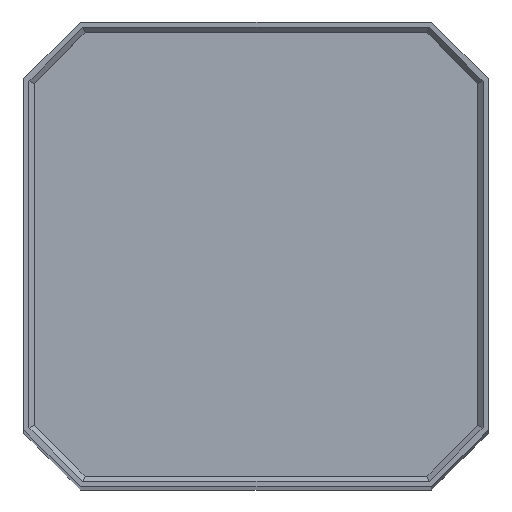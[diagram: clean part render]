
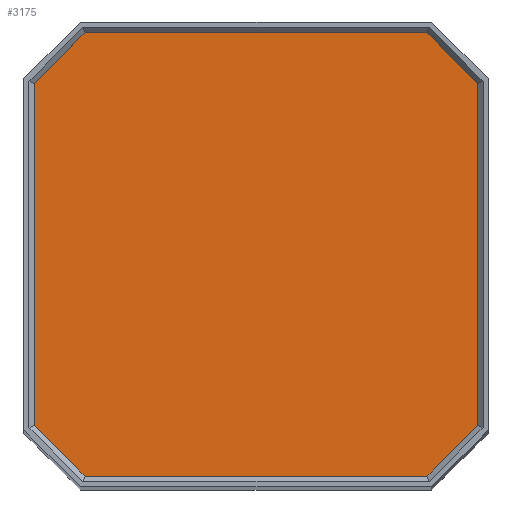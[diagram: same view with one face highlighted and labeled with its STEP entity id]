
A CAD part, top view. The second image highlights one B-rep face of the part: STEP entity #3175.
In plain terms, the highlighted planar face has unit normal (0, 0, 1).
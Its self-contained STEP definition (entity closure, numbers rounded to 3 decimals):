
#17=FACE_OUTER_BOUND('',#195,.T.);
#195=EDGE_LOOP('',(#2065,#2066,#2067,#2068,#2069,#2070,#2071,#2072));
#375=LINE('',#4361,#841);
#376=LINE('',#4363,#842);
#377=LINE('',#4365,#843);
#378=LINE('',#4367,#844);
#379=LINE('',#4369,#845);
#380=LINE('',#4371,#846);
#381=LINE('',#4373,#847);
#382=LINE('',#4374,#848);
#841=VECTOR('',#3537,10.);
#842=VECTOR('',#3538,10.);
#843=VECTOR('',#3539,10.);
#844=VECTOR('',#3540,10.);
#845=VECTOR('',#3541,10.);
#846=VECTOR('',#3542,10.);
#847=VECTOR('',#3543,10.);
#848=VECTOR('',#3544,10.);
#1307=VERTEX_POINT('',#4359);
#1308=VERTEX_POINT('',#4360);
#1309=VERTEX_POINT('',#4362);
#1310=VERTEX_POINT('',#4364);
#1311=VERTEX_POINT('',#4366);
#1312=VERTEX_POINT('',#4368);
#1313=VERTEX_POINT('',#4370);
#1314=VERTEX_POINT('',#4372);
#1599=EDGE_CURVE('',#1307,#1308,#375,.T.);
#1600=EDGE_CURVE('',#1309,#1307,#376,.T.);
#1601=EDGE_CURVE('',#1310,#1309,#377,.T.);
#1602=EDGE_CURVE('',#1311,#1310,#378,.T.);
#1603=EDGE_CURVE('',#1312,#1311,#379,.T.);
#1604=EDGE_CURVE('',#1313,#1312,#380,.T.);
#1605=EDGE_CURVE('',#1314,#1313,#381,.T.);
#1606=EDGE_CURVE('',#1308,#1314,#382,.T.);
#2065=ORIENTED_EDGE('',*,*,#1599,.F.);
#2066=ORIENTED_EDGE('',*,*,#1600,.F.);
#2067=ORIENTED_EDGE('',*,*,#1601,.F.);
#2068=ORIENTED_EDGE('',*,*,#1602,.F.);
#2069=ORIENTED_EDGE('',*,*,#1603,.F.);
#2070=ORIENTED_EDGE('',*,*,#1604,.F.);
#2071=ORIENTED_EDGE('',*,*,#1605,.F.);
#2072=ORIENTED_EDGE('',*,*,#1606,.F.);
#2997=PLANE('',#3355);
#3175=ADVANCED_FACE('',(#17),#2997,.T.);
#3355=AXIS2_PLACEMENT_3D('',#4358,#3535,#3536);
#3535=DIRECTION('center_axis',(0.,0.,1.));
#3536=DIRECTION('ref_axis',(1.,0.,0.));
#3537=DIRECTION('',(0.,-1.,0.));
#3538=DIRECTION('',(0.707,-0.707,0.));
#3539=DIRECTION('',(1.,0.,0.));
#3540=DIRECTION('',(0.707,0.707,0.));
#3541=DIRECTION('',(0.,1.,0.));
#3542=DIRECTION('',(-0.707,0.707,0.));
#3543=DIRECTION('',(-1.,0.,0.));
#3544=DIRECTION('',(-0.707,-0.707,0.));
#4358=CARTESIAN_POINT('Origin',(0.,0.,
165.6));
#4359=CARTESIAN_POINT('',(20.5,15.814,165.6));
#4360=CARTESIAN_POINT('',(20.5,-15.814,165.6));
#4361=CARTESIAN_POINT('',(20.5,-8.114,165.6));
#4362=CARTESIAN_POINT('',(15.814,20.5,165.6));
#4363=CARTESIAN_POINT('',(19.475,16.839,165.6));
#4364=CARTESIAN_POINT('',(-15.814,20.5,165.6));
#4365=CARTESIAN_POINT('',(8.114,20.5,165.6));
#4366=CARTESIAN_POINT('',(-20.5,15.814,165.6));
#4367=CARTESIAN_POINT('',(-16.839,19.475,165.6));
#4368=CARTESIAN_POINT('',(-20.5,-15.814,165.6));
#4369=CARTESIAN_POINT('',(-20.5,8.114,165.6));
#4370=CARTESIAN_POINT('',(-15.814,-20.5,165.6));
#4371=CARTESIAN_POINT('',(-19.475,-16.839,165.6));
#4372=CARTESIAN_POINT('',(15.814,-20.5,165.6));
#4373=CARTESIAN_POINT('',(-8.114,-20.5,165.6));
#4374=CARTESIAN_POINT('',(16.839,-19.475,165.6));
